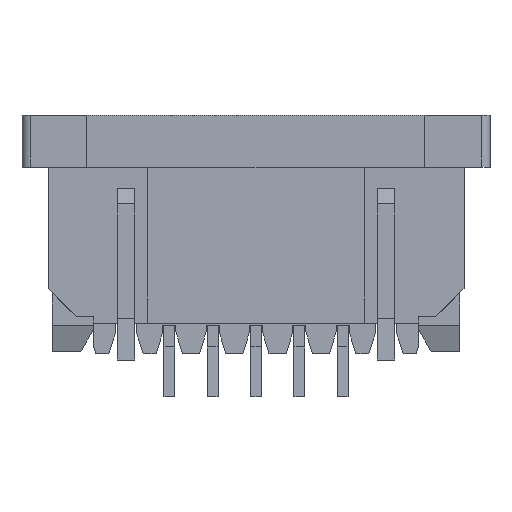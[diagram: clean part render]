
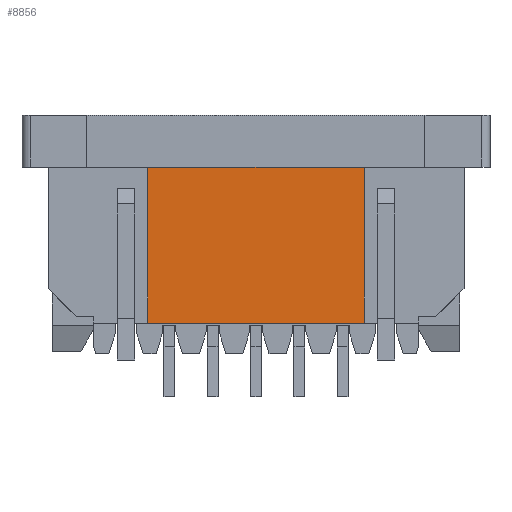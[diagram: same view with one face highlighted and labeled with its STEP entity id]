
A CAD part, front view. The second image highlights one B-rep face of the part: STEP entity #8856.
In plain terms, the highlighted planar face has unit normal (0, -1, 0).
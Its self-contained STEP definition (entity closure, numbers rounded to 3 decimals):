
#3052=DIRECTION('',(-1.,0.,0.));
#3053=VECTOR('',#3052,5.);
#3054=CARTESIAN_POINT('',(2.5,0.,-1.2));
#3055=LINE('157803',#3054,#3053);
#3056=DIRECTION('',(0.,0.,1.));
#3057=VECTOR('',#3056,3.6);
#3058=CARTESIAN_POINT('',(2.5,0.,-4.8));
#3059=LINE('145843',#3058,#3057);
#3060=DIRECTION('',(1.,0.,0.));
#3061=VECTOR('',#3060,5.);
#3062=CARTESIAN_POINT('',(-2.5,0.,-4.8));
#3063=LINE('157804',#3062,#3061);
#3064=DIRECTION('',(0.,0.,1.));
#3065=VECTOR('',#3064,3.6);
#3066=CARTESIAN_POINT('',(-2.5,0.,-4.8));
#3067=LINE('157505',#3066,#3065);
#3647=CARTESIAN_POINT('',(2.5,0.,-4.8));
#3649=VERTEX_POINT('',#3647);
#3702=CARTESIAN_POINT('',(2.5,0.,-1.2));
#3703=VERTEX_POINT('',#3702);
#4205=CARTESIAN_POINT('',(-2.5,0.,-4.8));
#4207=VERTEX_POINT('',#4205);
#4250=CARTESIAN_POINT('',(-2.5,0.,-1.2));
#4251=VERTEX_POINT('',#4250);
#8845=CARTESIAN_POINT('',(-12.5,0.,-3.));
#8846=DIRECTION('',(0.,1.,0.));
#8847=DIRECTION('',(1.,0.,0.));
#8848=AXIS2_PLACEMENT_3D('',#8845,#8846,#8847);
#8849=PLANE('144011',#8848);
#8850=ORIENTED_EDGE('157803',*,*,#5362,.F.);
#8851=ORIENTED_EDGE('145843',*,*,#8839,.F.);
#8852=ORIENTED_EDGE('157804',*,*,#4573,.F.);
#8853=ORIENTED_EDGE('157505',*,*,#5346,.T.);
#8854=EDGE_LOOP('144011',(#8850,#8851,#8852,#8853));
#8855=FACE_OUTER_BOUND('144011',#8854,.F.);
#8856=ADVANCED_FACE('144011',(#8855),#8849,.F.);
#4573=EDGE_CURVE('157804',#4207,#3649,#3063,.T.);
#5346=EDGE_CURVE('157505',#4207,#4251,#3067,.T.);
#5362=EDGE_CURVE('157803',#3703,#4251,#3055,.T.);
#8839=EDGE_CURVE('145843',#3649,#3703,#3059,.T.);
